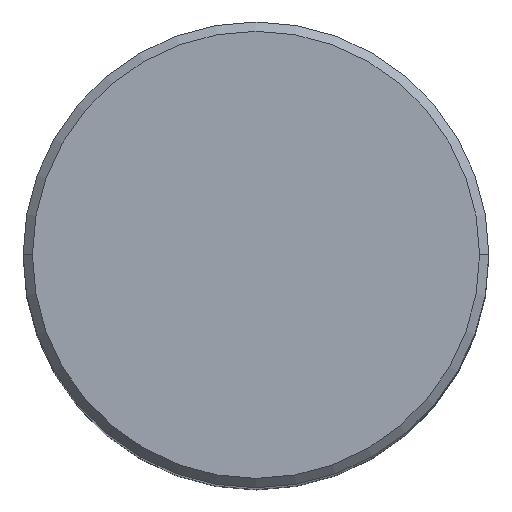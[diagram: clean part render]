
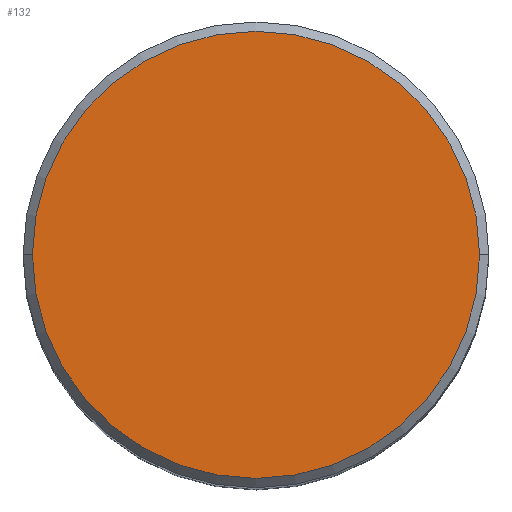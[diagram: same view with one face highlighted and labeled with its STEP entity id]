
A CAD part, top view. The second image highlights one B-rep face of the part: STEP entity #132.
In plain terms, the highlighted planar face has unit normal (0, 0, 1).
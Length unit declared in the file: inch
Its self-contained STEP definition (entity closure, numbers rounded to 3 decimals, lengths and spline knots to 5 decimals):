
#3 = ORIENTED_EDGE ( 'NONE', *, *, #143, .T. ) ;
#22 = CARTESIAN_POINT ( 'NONE',  ( -0.36, 0., 2.5 ) ) ;
#32 = DIRECTION ( 'NONE',  ( 1., 0., 0. ) ) ;
#46 = DIRECTION ( 'NONE',  ( 0., 0., 1. ) ) ;
#51 = CIRCLE ( 'NONE', #322, 0.36 ) ;
#86 = CARTESIAN_POINT ( 'NONE',  ( 0.36, 0., 2.5 ) ) ;
#111 = VERTEX_POINT ( 'NONE', #22 ) ;
#120 = ORIENTED_EDGE ( 'NONE', *, *, #213, .T. ) ;
#132 = ADVANCED_FACE ( 'NONE', ( #210 ), #290, .T. ) ;
#143 = EDGE_CURVE ( 'NONE', #111, #275, #221, .T. ) ;
#153 = DIRECTION ( 'NONE',  ( 1., 0., 0. ) ) ;
#157 = CARTESIAN_POINT ( 'NONE',  ( 0., 0., 2.5 ) ) ;
#163 = DIRECTION ( 'NONE',  ( 0., 0., 1. ) ) ;
#175 = EDGE_LOOP ( 'NONE', ( #3, #120 ) ) ;
#203 = CARTESIAN_POINT ( 'NONE',  ( 0., 0., 2.5 ) ) ;
#210 = FACE_OUTER_BOUND ( 'NONE', #175, .T. ) ;
#213 = EDGE_CURVE ( 'NONE', #275, #111, #51, .T. ) ;
#215 = AXIS2_PLACEMENT_3D ( 'NONE', #157, #163, #243 ) ;
#221 = CIRCLE ( 'NONE', #215, 0.36 ) ;
#243 = DIRECTION ( 'NONE',  ( 1., 0., 0. ) ) ;
#273 = CARTESIAN_POINT ( 'NONE',  ( 0., 0., 2.5 ) ) ;
#275 = VERTEX_POINT ( 'NONE', #86 ) ;
#290 = PLANE ( 'NONE',  #338 ) ;
#292 = DIRECTION ( 'NONE',  ( 0., 0., 1. ) ) ;
#322 = AXIS2_PLACEMENT_3D ( 'NONE', #273, #292, #32 ) ;
#338 = AXIS2_PLACEMENT_3D ( 'NONE', #203, #46, #153 ) ;
